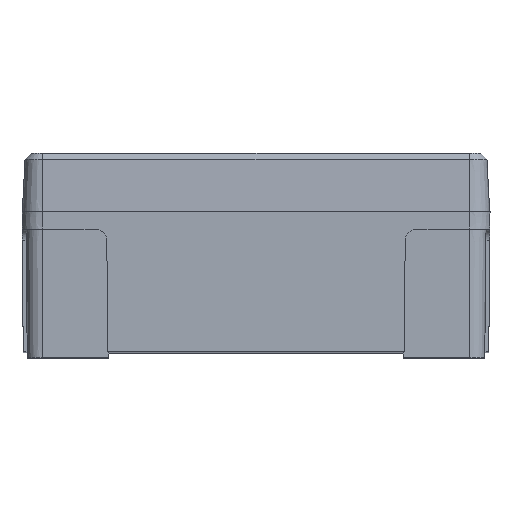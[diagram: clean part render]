
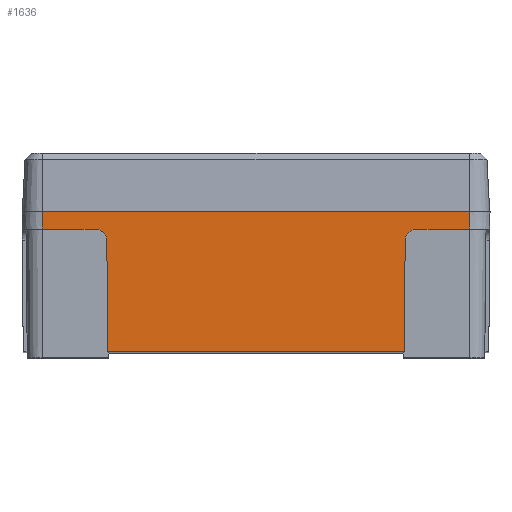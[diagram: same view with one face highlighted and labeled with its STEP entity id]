
A CAD part, top view. The second image highlights one B-rep face of the part: STEP entity #1636.
In plain terms, the highlighted planar face has unit normal (0, -0.009, 1).
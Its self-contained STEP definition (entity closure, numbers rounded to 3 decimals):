
#132 = EDGE_CURVE ( 'NONE', #4521, #4493, #8061, .T. ) ;
#308 = VECTOR ( 'NONE', #5619, 1000. ) ;
#382 = ORIENTED_EDGE ( 'NONE', *, *, #7974, .T. ) ;
#529 = LINE ( 'NONE', #3155, #4679 ) ;
#621 = CARTESIAN_POINT ( 'NONE',  ( -36.55, -24., 64.841 ) ) ;
#687 = DIRECTION ( 'NONE',  ( -0.009, 1., 0.009 ) ) ;
#732 = ORIENTED_EDGE ( 'NONE', *, *, #6859, .T. ) ;
#747 = VERTEX_POINT ( 'NONE', #9772 ) ;
#771 = VERTEX_POINT ( 'NONE', #4541 ) ;
#815 = CARTESIAN_POINT ( 'NONE',  ( -36.55, 0., 65.05 ) ) ;
#1070 =( BOUNDED_CURVE ( )  B_SPLINE_CURVE ( 3, ( #7370, #2143, #5610, #9085 ),
 .UNSPECIFIED., .F., .T. ) 
 B_SPLINE_CURVE_WITH_KNOTS ( ( 4, 4 ),
 ( 3.142, 4.704 ),
 .UNSPECIFIED. ) 
 CURVE ( )  GEOMETRIC_REPRESENTATION_ITEM ( )  RATIONAL_B_SPLINE_CURVE ( ( 1., 0.807, 0.807, 1. ) ) 
 REPRESENTATION_ITEM ( '' )  );
#1104 = CARTESIAN_POINT ( 'NONE',  ( 27.533, -3., 65.024 ) ) ;
#1199 = ORIENTED_EDGE ( 'NONE', *, *, #9419, .T. ) ;
#1636 = ADVANCED_FACE ( 'NONE', ( #10459 ), #7928, .T. ) ;
#1708 = CARTESIAN_POINT ( 'NONE',  ( -36.55, 0., 65.05 ) ) ;
#1930 = VERTEX_POINT ( 'NONE', #10109 ) ;
#1977 = CARTESIAN_POINT ( 'NONE',  ( -36.55, -3., 65.024 ) ) ;
#2143 = CARTESIAN_POINT ( 'NONE',  ( -26.369, -3., 65.024 ) ) ;
#2152 = VERTEX_POINT ( 'NONE', #4570 ) ;
#2409 = CARTESIAN_POINT ( 'NONE',  ( -25.577, 0.096, 65.051 ) ) ;
#2837 = ORIENTED_EDGE ( 'NONE', *, *, #8441, .F. ) ;
#3002 = LINE ( 'NONE', #10871, #308 ) ;
#3086 = VECTOR ( 'NONE', #5064, 1000. ) ;
#3155 = CARTESIAN_POINT ( 'NONE',  ( 36.55, 0., 65.05 ) ) ;
#3166 = VERTEX_POINT ( 'NONE', #11274 ) ;
#3185 = LINE ( 'NONE', #4783, #3451 ) ;
#3451 = VECTOR ( 'NONE', #9161, 1000. ) ;
#3488 = EDGE_CURVE ( 'NONE', #771, #3166, #11019, .T. ) ;
#3558 = VERTEX_POINT ( 'NONE', #5354 ) ;
#4261 = ORIENTED_EDGE ( 'NONE', *, *, #6077, .F. ) ;
#4351 = VECTOR ( 'NONE', #6716, 1000. ) ;
#4493 = VERTEX_POINT ( 'NONE', #1104 ) ;
#4521 = VERTEX_POINT ( 'NONE', #5334 ) ;
#4541 = CARTESIAN_POINT ( 'NONE',  ( -25.367, -24., 64.841 ) ) ;
#4570 = CARTESIAN_POINT ( 'NONE',  ( 25.367, -24., 64.841 ) ) ;
#4605 = VERTEX_POINT ( 'NONE', #8847 ) ;
#4638 = EDGE_CURVE ( 'NONE', #747, #3166, #1070, .T. ) ;
#4679 = VECTOR ( 'NONE', #9818, 1000. ) ;
#4708 = VECTOR ( 'NONE', #687, 1000. ) ;
#4783 = CARTESIAN_POINT ( 'NONE',  ( -36.55, 0., 65.05 ) ) ;
#4972 = VERTEX_POINT ( 'NONE', #11214 ) ;
#5005 =( BOUNDED_CURVE ( )  B_SPLINE_CURVE ( 3, ( #6851, #6917, #7652, #8450 ),
 .UNSPECIFIED., .F., .F. ) 
 B_SPLINE_CURVE_WITH_KNOTS ( ( 4, 4 ),
 ( 1.58, 3.142 ),
 .UNSPECIFIED. ) 
 CURVE ( )  GEOMETRIC_REPRESENTATION_ITEM ( )  RATIONAL_B_SPLINE_CURVE ( ( 1., 0.807, 0.807, 1. ) ) 
 REPRESENTATION_ITEM ( '' )  );
#5064 = DIRECTION ( 'NONE',  ( 1., 0., 0. ) ) ;
#5334 = CARTESIAN_POINT ( 'NONE',  ( 36.55, -3., 65.024 ) ) ;
#5354 = CARTESIAN_POINT ( 'NONE',  ( 25.533, -4.983, 65.007 ) ) ;
#5610 = CARTESIAN_POINT ( 'NONE',  ( -25.543, -3.819, 65.017 ) ) ;
#5619 = DIRECTION ( 'NONE',  ( -0.009, -1., -0.009 ) ) ;
#5674 = ORIENTED_EDGE ( 'NONE', *, *, #5767, .F. ) ;
#5767 = EDGE_CURVE ( 'NONE', #4605, #4972, #10485, .T. ) ;
#6077 = EDGE_CURVE ( 'NONE', #1930, #4605, #3185, .T. ) ;
#6228 = LINE ( 'NONE', #6331, #6846 ) ;
#6331 = CARTESIAN_POINT ( 'NONE',  ( -36.55, -3., 65.024 ) ) ;
#6616 = EDGE_CURVE ( 'NONE', #3558, #4493, #5005, .T. ) ;
#6716 = DIRECTION ( 'NONE',  ( 1., 0., 0. ) ) ;
#6846 = VECTOR ( 'NONE', #9709, 1000. ) ;
#6851 = CARTESIAN_POINT ( 'NONE',  ( 25.533, -4.983, 65.007 ) ) ;
#6859 = EDGE_CURVE ( 'NONE', #4521, #4972, #529, .T. ) ;
#6917 = CARTESIAN_POINT ( 'NONE',  ( 25.543, -3.819, 65.017 ) ) ;
#7370 = CARTESIAN_POINT ( 'NONE',  ( -27.533, -3., 65.024 ) ) ;
#7652 = CARTESIAN_POINT ( 'NONE',  ( 26.369, -3., 65.024 ) ) ;
#7928 = PLANE ( 'NONE',  #10047 ) ;
#7974 = EDGE_CURVE ( 'NONE', #1930, #747, #6228, .T. ) ;
#7978 = ORIENTED_EDGE ( 'NONE', *, *, #6616, .T. ) ;
#8061 = LINE ( 'NONE', #1977, #8931 ) ;
#8371 = EDGE_LOOP ( 'NONE', ( #2837, #7978, #9072, #732, #5674, #4261, #382, #10984, #8621, #1199 ) ) ;
#8426 = LINE ( 'NONE', #621, #4351 ) ;
#8441 = EDGE_CURVE ( 'NONE', #3558, #2152, #3002, .T. ) ;
#8450 = CARTESIAN_POINT ( 'NONE',  ( 27.533, -3., 65.024 ) ) ;
#8621 = ORIENTED_EDGE ( 'NONE', *, *, #3488, .F. ) ;
#8847 = CARTESIAN_POINT ( 'NONE',  ( -36.55, 0., 65.05 ) ) ;
#8915 = DIRECTION ( 'NONE',  ( -1., 0., 0. ) ) ;
#8931 = VECTOR ( 'NONE', #8915, 1000. ) ;
#9072 = ORIENTED_EDGE ( 'NONE', *, *, #132, .F. ) ;
#9085 = CARTESIAN_POINT ( 'NONE',  ( -25.533, -4.983, 65.007 ) ) ;
#9161 = DIRECTION ( 'NONE',  ( 0., 1., 0.009 ) ) ;
#9419 = EDGE_CURVE ( 'NONE', #771, #2152, #8426, .T. ) ;
#9593 = DIRECTION ( 'NONE',  ( 0., -0.009, 1. ) ) ;
#9709 = DIRECTION ( 'NONE',  ( 1., 0., 0. ) ) ;
#9772 = CARTESIAN_POINT ( 'NONE',  ( -27.533, -3., 65.024 ) ) ;
#9818 = DIRECTION ( 'NONE',  ( 0., 1., 0.009 ) ) ;
#10047 = AXIS2_PLACEMENT_3D ( 'NONE', #815, #9593, #10520 ) ;
#10109 = CARTESIAN_POINT ( 'NONE',  ( -36.55, -3., 65.024 ) ) ;
#10459 = FACE_OUTER_BOUND ( 'NONE', #8371, .T. ) ;
#10485 = LINE ( 'NONE', #1708, #3086 ) ;
#10520 = DIRECTION ( 'NONE',  ( 0., -1., -0.009 ) ) ;
#10871 = CARTESIAN_POINT ( 'NONE',  ( 25.571, -0.542, 65.045 ) ) ;
#10984 = ORIENTED_EDGE ( 'NONE', *, *, #4638, .T. ) ;
#11019 = LINE ( 'NONE', #2409, #4708 ) ;
#11214 = CARTESIAN_POINT ( 'NONE',  ( 36.55, 0., 65.05 ) ) ;
#11274 = CARTESIAN_POINT ( 'NONE',  ( -25.533, -4.983, 65.007 ) ) ;
